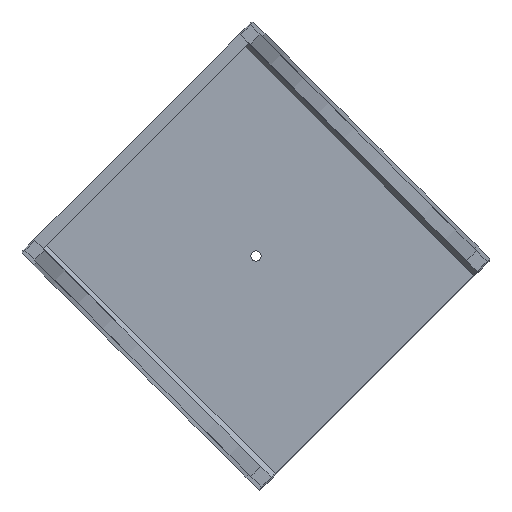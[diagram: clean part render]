
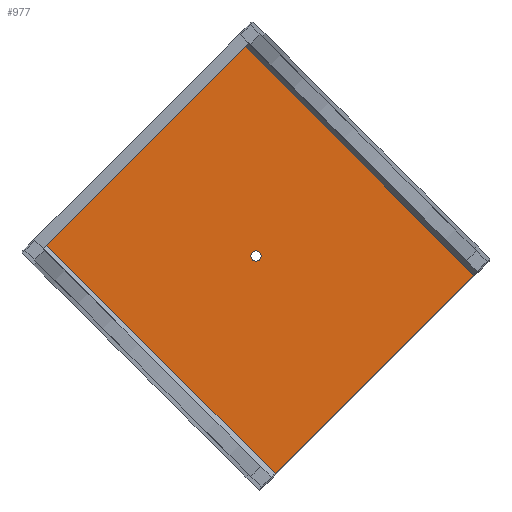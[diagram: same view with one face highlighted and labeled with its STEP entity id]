
A CAD part, top view. The second image highlights one B-rep face of the part: STEP entity #977.
In plain terms, the highlighted planar face has unit normal (0, 0, 1).
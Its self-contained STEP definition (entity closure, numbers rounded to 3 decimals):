
#21=FACE_BOUND('',#130,.T.);
#28=CIRCLE('',#1052,2.);
#74=FACE_OUTER_BOUND('',#129,.T.);
#129=EDGE_LOOP('',(#829,#830,#831,#832));
#130=EDGE_LOOP('',(#833));
#144=LINE('',#1331,#270);
#240=LINE('',#1534,#366);
#254=LINE('',#1559,#380);
#257=LINE('',#1566,#383);
#270=VECTOR('',#1073,10.);
#366=VECTOR('',#1243,10.);
#380=VECTOR('',#1271,10.);
#383=VECTOR('',#1282,10.);
#396=VERTEX_POINT('',#1328);
#397=VERTEX_POINT('',#1330);
#464=VERTEX_POINT('',#1521);
#467=VERTEX_POINT('',#1532);
#472=VERTEX_POINT('',#1567);
#480=EDGE_CURVE('',#397,#396,#144,.T.);
#582=EDGE_CURVE('',#467,#464,#240,.T.);
#596=EDGE_CURVE('',#397,#467,#254,.T.);
#599=EDGE_CURVE('',#464,#396,#257,.T.);
#600=EDGE_CURVE('',#472,#472,#28,.T.);
#829=ORIENTED_EDGE('',*,*,#480,.T.);
#830=ORIENTED_EDGE('',*,*,#599,.F.);
#831=ORIENTED_EDGE('',*,*,#582,.F.);
#832=ORIENTED_EDGE('',*,*,#596,.F.);
#833=ORIENTED_EDGE('',*,*,#600,.T.);
#928=PLANE('',#1051);
#977=ADVANCED_FACE('',(#74,#21),#928,.F.);
#1051=AXIS2_PLACEMENT_3D('',#1565,#1280,#1281);
#1052=AXIS2_PLACEMENT_3D('',#1568,#1283,#1284);
#1073=DIRECTION('',(-0.707,-0.707,0.));
#1243=DIRECTION('',(-0.707,-0.707,0.));
#1271=DIRECTION('',(0.707,-0.707,0.));
#1280=DIRECTION('center_axis',(0.,0.,-1.));
#1281=DIRECTION('ref_axis',(-1.,0.,0.));
#1282=DIRECTION('',(-0.707,0.707,0.));
#1283=DIRECTION('center_axis',(0.,0.,-1.));
#1284=DIRECTION('ref_axis',(1.,0.,0.));
#1328=CARTESIAN_POINT('',(-87.082,10.595,-23.553));
#1330=CARTESIAN_POINT('',(-10.595,87.082,-23.553));
#1331=CARTESIAN_POINT('',(-48.839,48.839,-23.553));
#1521=CARTESIAN_POINT('',(0.952,-77.44,-23.553));
#1532=CARTESIAN_POINT('',(77.44,-0.952,-23.553));
#1534=CARTESIAN_POINT('',(39.196,-39.196,-23.553));
#1559=CARTESIAN_POINT('',(8.851,67.637,-23.553));
#1565=CARTESIAN_POINT('Origin',(-6.412,6.412,-23.553));
#1566=CARTESIAN_POINT('',(-21.675,-54.813,-23.553));
#1567=CARTESIAN_POINT('',(-8.412,6.412,-23.553));
#1568=CARTESIAN_POINT('Origin',(-6.412,6.412,-23.553));
